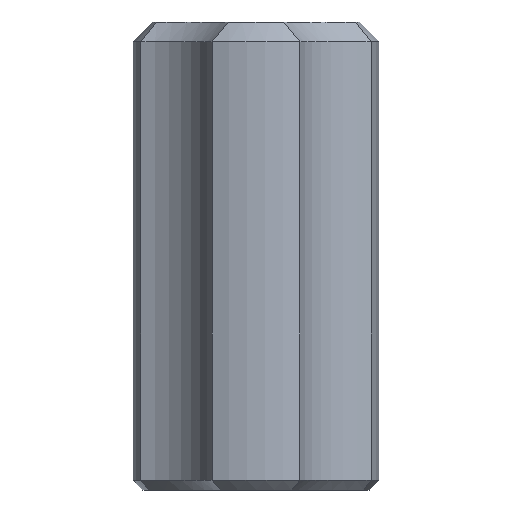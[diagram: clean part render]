
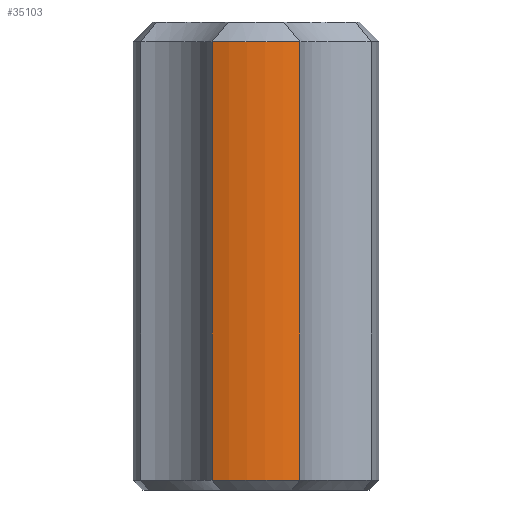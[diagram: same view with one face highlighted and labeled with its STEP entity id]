
A CAD part, front view. The second image highlights one B-rep face of the part: STEP entity #35103.
In plain terms, the highlighted cylindrical face has radius 6.25 mm (diameter 12.5 mm), a partial arc.
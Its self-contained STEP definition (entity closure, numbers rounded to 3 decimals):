
#31599 = CONICAL_SURFACE('',#31600,5.75,0.785);
#31600 = AXIS2_PLACEMENT_3D('',#31601,#31602,#31603);
#31601 = CARTESIAN_POINT('',(0.,0.,23.25));
#31602 = DIRECTION('',(0.,0.,-1.));
#31603 = DIRECTION('',(-0.356,-0.934,-0.));
#32703 = CONICAL_SURFACE('',#32704,6.,0.785);
#32704 = AXIS2_PLACEMENT_3D('',#32705,#32706,#32707);
#32705 = CARTESIAN_POINT('',(0.,0.,0.25));
#32706 = DIRECTION('',(0.,0.,1.));
#32707 = DIRECTION('',(-0.356,-0.934,0.));
#33320 = VERTEX_POINT('',#33321);
#33321 = CARTESIAN_POINT('',(-2.225,-5.841,0.5));
#33336 = CYLINDRICAL_SURFACE('',#33337,5.);
#33337 = AXIS2_PLACEMENT_3D('',#33338,#33339,#33340);
#33338 = CARTESIAN_POINT('',(-7.071,-7.071,0.));
#33339 = DIRECTION('',(0.,0.,1.));
#33340 = DIRECTION('',(0.969,0.246,-0.));
#33372 = EDGE_CURVE('',#33373,#33320,#33375,.T.);
#33373 = VERTEX_POINT('',#33374);
#33374 = CARTESIAN_POINT('',(2.225,-5.841,0.5));
#33375 = SURFACE_CURVE('',#33376,(#33381,#33388),.PCURVE_S1.);
#33376 = CIRCLE('',#33377,6.25);
#33377 = AXIS2_PLACEMENT_3D('',#33378,#33379,#33380);
#33378 = CARTESIAN_POINT('',(0.,0.,0.5));
#33379 = DIRECTION('',(0.,0.,-1.));
#33380 = DIRECTION('',(-0.356,-0.934,-0.));
#33381 = PCURVE('',#32703,#33382);
#33382 = DEFINITIONAL_REPRESENTATION('',(#33383),#33387);
#33383 = LINE('',#33384,#33385);
#33384 = CARTESIAN_POINT('',(6.283,0.25));
#33385 = VECTOR('',#33386,1.);
#33386 = DIRECTION('',(-1.,0.));
#33387 = ( GEOMETRIC_REPRESENTATION_CONTEXT(2) 
PARAMETRIC_REPRESENTATION_CONTEXT() REPRESENTATION_CONTEXT('2D SPACE',''
  ) );
#33388 = PCURVE('',#33389,#33394);
#33389 = CYLINDRICAL_SURFACE('',#33390,6.25);
#33390 = AXIS2_PLACEMENT_3D('',#33391,#33392,#33393);
#33391 = CARTESIAN_POINT('',(0.,0.,0.));
#33392 = DIRECTION('',(0.,0.,1.));
#33393 = DIRECTION('',(-0.356,-0.934,0.));
#33394 = DEFINITIONAL_REPRESENTATION('',(#33395),#33399);
#33395 = LINE('',#33396,#33397);
#33396 = CARTESIAN_POINT('',(6.283,0.5));
#33397 = VECTOR('',#33398,1.);
#33398 = DIRECTION('',(-1.,0.));
#33399 = ( GEOMETRIC_REPRESENTATION_CONTEXT(2) 
PARAMETRIC_REPRESENTATION_CONTEXT() REPRESENTATION_CONTEXT('2D SPACE',''
  ) );
#33465 = CYLINDRICAL_SURFACE('',#33466,5.);
#33466 = AXIS2_PLACEMENT_3D('',#33467,#33468,#33469);
#33467 = CARTESIAN_POINT('',(7.071,-7.071,0.));
#33468 = DIRECTION('',(0.,0.,1.));
#33469 = DIRECTION('',(-0.246,0.969,0.));
#33567 = EDGE_CURVE('',#33373,#33568,#33570,.T.);
#33568 = VERTEX_POINT('',#33569);
#33569 = CARTESIAN_POINT('',(2.225,-5.841,22.75));
#33570 = SURFACE_CURVE('',#33571,(#33575,#33582),.PCURVE_S1.);
#33571 = LINE('',#33572,#33573);
#33572 = CARTESIAN_POINT('',(2.225,-5.841,0.));
#33573 = VECTOR('',#33574,1.);
#33574 = DIRECTION('',(0.,0.,1.));
#33575 = PCURVE('',#33465,#33576);
#33576 = DEFINITIONAL_REPRESENTATION('',(#33577),#33581);
#33577 = LINE('',#33578,#33579);
#33578 = CARTESIAN_POINT('',(1.074,0.));
#33579 = VECTOR('',#33580,1.);
#33580 = DIRECTION('',(0.,1.));
#33581 = ( GEOMETRIC_REPRESENTATION_CONTEXT(2) 
PARAMETRIC_REPRESENTATION_CONTEXT() REPRESENTATION_CONTEXT('2D SPACE',''
  ) );
#33582 = PCURVE('',#33389,#33583);
#33583 = DEFINITIONAL_REPRESENTATION('',(#33584),#33588);
#33584 = LINE('',#33585,#33586);
#33585 = CARTESIAN_POINT('',(0.728,0.));
#33586 = VECTOR('',#33587,1.);
#33587 = DIRECTION('',(0.,1.));
#33588 = ( GEOMETRIC_REPRESENTATION_CONTEXT(2) 
PARAMETRIC_REPRESENTATION_CONTEXT() REPRESENTATION_CONTEXT('2D SPACE',''
  ) );
#34443 = VERTEX_POINT('',#34444);
#34444 = CARTESIAN_POINT('',(-2.225,-5.841,22.75));
#34510 = EDGE_CURVE('',#34443,#33568,#34511,.T.);
#34511 = SURFACE_CURVE('',#34512,(#34517,#34524),.PCURVE_S1.);
#34512 = CIRCLE('',#34513,6.25);
#34513 = AXIS2_PLACEMENT_3D('',#34514,#34515,#34516);
#34514 = CARTESIAN_POINT('',(0.,0.,22.75));
#34515 = DIRECTION('',(0.,0.,1.));
#34516 = DIRECTION('',(-0.356,-0.934,0.));
#34517 = PCURVE('',#31599,#34518);
#34518 = DEFINITIONAL_REPRESENTATION('',(#34519),#34523);
#34519 = LINE('',#34520,#34521);
#34520 = CARTESIAN_POINT('',(6.283,0.5));
#34521 = VECTOR('',#34522,1.);
#34522 = DIRECTION('',(-1.,0.));
#34523 = ( GEOMETRIC_REPRESENTATION_CONTEXT(2) 
PARAMETRIC_REPRESENTATION_CONTEXT() REPRESENTATION_CONTEXT('2D SPACE',''
  ) );
#34524 = PCURVE('',#33389,#34525);
#34525 = DEFINITIONAL_REPRESENTATION('',(#34526),#34530);
#34526 = LINE('',#34527,#34528);
#34527 = CARTESIAN_POINT('',(0.,22.75));
#34528 = VECTOR('',#34529,1.);
#34529 = DIRECTION('',(1.,0.));
#34530 = ( GEOMETRIC_REPRESENTATION_CONTEXT(2) 
PARAMETRIC_REPRESENTATION_CONTEXT() REPRESENTATION_CONTEXT('2D SPACE',''
  ) );
#35103 = ADVANCED_FACE('',(#35104),#33389,.T.);
#35104 = FACE_BOUND('',#35105,.T.);
#35105 = EDGE_LOOP('',(#35106,#35107,#35108,#35109));
#35106 = ORIENTED_EDGE('',*,*,#33372,.F.);
#35107 = ORIENTED_EDGE('',*,*,#33567,.T.);
#35108 = ORIENTED_EDGE('',*,*,#34510,.F.);
#35109 = ORIENTED_EDGE('',*,*,#35110,.F.);
#35110 = EDGE_CURVE('',#33320,#34443,#35111,.T.);
#35111 = SURFACE_CURVE('',#35112,(#35116,#35123),.PCURVE_S1.);
#35112 = LINE('',#35113,#35114);
#35113 = CARTESIAN_POINT('',(-2.225,-5.841,0.));
#35114 = VECTOR('',#35115,1.);
#35115 = DIRECTION('',(0.,0.,1.));
#35116 = PCURVE('',#33389,#35117);
#35117 = DEFINITIONAL_REPRESENTATION('',(#35118),#35122);
#35118 = LINE('',#35119,#35120);
#35119 = CARTESIAN_POINT('',(0.,0.));
#35120 = VECTOR('',#35121,1.);
#35121 = DIRECTION('',(0.,1.));
#35122 = ( GEOMETRIC_REPRESENTATION_CONTEXT(2) 
PARAMETRIC_REPRESENTATION_CONTEXT() REPRESENTATION_CONTEXT('2D SPACE',''
  ) );
#35123 = PCURVE('',#33336,#35124);
#35124 = DEFINITIONAL_REPRESENTATION('',(#35125),#35129);
#35125 = LINE('',#35126,#35127);
#35126 = CARTESIAN_POINT('',(0.,0.));
#35127 = VECTOR('',#35128,1.);
#35128 = DIRECTION('',(0.,1.));
#35129 = ( GEOMETRIC_REPRESENTATION_CONTEXT(2) 
PARAMETRIC_REPRESENTATION_CONTEXT() REPRESENTATION_CONTEXT('2D SPACE',''
  ) );
